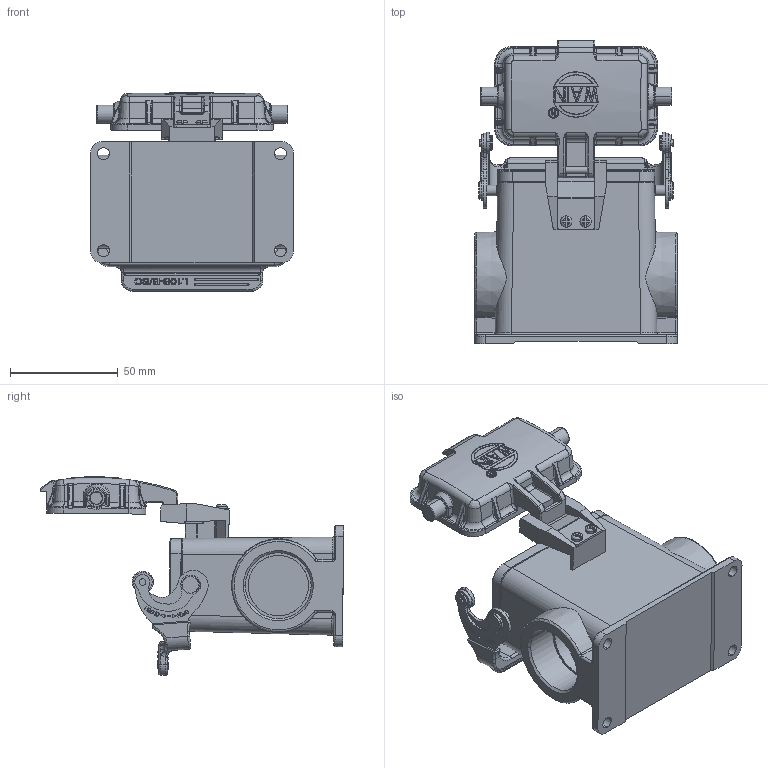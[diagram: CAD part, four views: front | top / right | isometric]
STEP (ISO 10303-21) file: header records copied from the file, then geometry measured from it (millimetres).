
FILE_DESCRIPTION(/* description */ (''),/* implementation_level */ '2;1');
FILE_NAME(/* name */ '3D_1240102615104_HV10B-SFH-1L_SC-MCV-M32_V1.1.stp',/* time_stamp */ '2023-12-06T15:37:25+08:00',/* author */ (''),/* organization */ (''),/* preprocessor_version */ 'ST-DEVELOPER v18.1',/* originating_system */ 'SIEMENS PLM Software NX 1980',/* authorisation */ '');
FILE_SCHEMA (('AUTOMOTIVE_DESIGN { 1 0 10303 214 3 1 1 1 }'));
Products named in the file (1): 145909B0FC6888n9
Bounding box: 94.02 x 140.53 x 91.97 mm (x, y, z)
Volume: 1367.5 mm3; surface area: 76342.7 mm2
Topology: 20 solids, 23 shells, 2254 faces, 5976 edges, 3826 vertices
Faces by surface type: cylinder 1001, plane 754, torus 252, bspline 103, cone 72, extrusion 42, sphere 28, revolution 2
Full cylindrical faces by diameter (mm): 30.5 x1
Entity records: 95930 total; most frequent: CARTESIAN_POINT 44088, ORIENTED_EDGE 11802, DIRECTION 9126, EDGE_CURVE 5917, VERTEX_POINT 3810, AXIS2_PLACEMENT_3D 3458, B_SPLINE_CURVE_WITH_KNOTS 2412, EDGE_LOOP 2405
